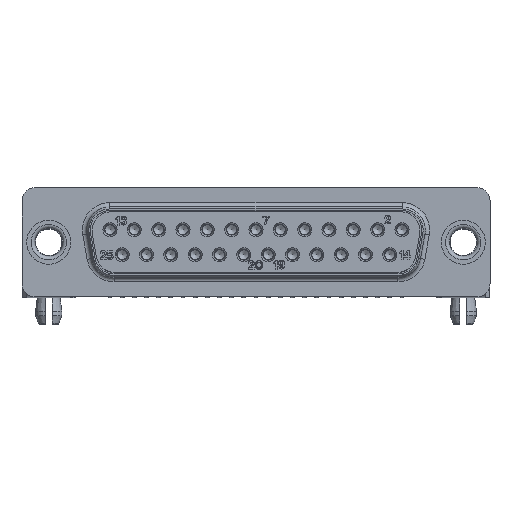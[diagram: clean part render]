
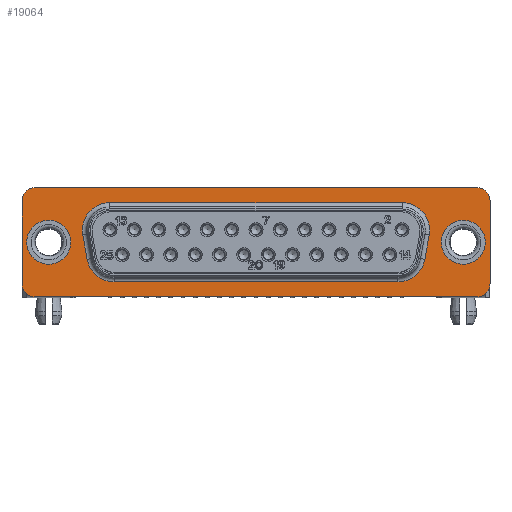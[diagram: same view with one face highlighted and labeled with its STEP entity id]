
A CAD part, top view. The second image highlights one B-rep face of the part: STEP entity #19064.
In plain terms, the highlighted face is planar.
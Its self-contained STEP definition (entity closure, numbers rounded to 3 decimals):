
#1496=CIRCLE('',#21981,2.5);
#1498=CIRCLE('',#21984,2.5);
#1508=CIRCLE('',#22004,1.5);
#1510=CIRCLE('',#22007,1.5);
#1512=CIRCLE('',#22011,1.5);
#1514=CIRCLE('',#22015,1.5);
#1516=CIRCLE('',#22018,3.1);
#1517=CIRCLE('',#22019,3.1);
#1518=CIRCLE('',#22020,3.1);
#1519=CIRCLE('',#22021,3.1);
#5295=ORIENTED_EDGE('',*,*,#8898,.F.);
#5296=ORIENTED_EDGE('',*,*,#8899,.F.);
#5297=ORIENTED_EDGE('',*,*,#8900,.F.);
#5298=ORIENTED_EDGE('',*,*,#8901,.F.);
#5299=ORIENTED_EDGE('',*,*,#8902,.F.);
#5300=ORIENTED_EDGE('',*,*,#8903,.F.);
#5301=ORIENTED_EDGE('',*,*,#8904,.F.);
#5302=ORIENTED_EDGE('',*,*,#8905,.F.);
#5303=ORIENTED_EDGE('',*,*,#8857,.T.);
#5304=ORIENTED_EDGE('',*,*,#8859,.T.);
#5305=ORIENTED_EDGE('',*,*,#8896,.F.);
#5306=ORIENTED_EDGE('',*,*,#8895,.F.);
#5307=ORIENTED_EDGE('',*,*,#8882,.F.);
#5308=ORIENTED_EDGE('',*,*,#8854,.F.);
#5309=ORIENTED_EDGE('',*,*,#8885,.F.);
#5310=ORIENTED_EDGE('',*,*,#8889,.F.);
#5311=ORIENTED_EDGE('',*,*,#8891,.F.);
#5312=ORIENTED_EDGE('',*,*,#8850,.F.);
#8850=EDGE_CURVE('',#10971,#10973,#12508,.T.);
#8854=EDGE_CURVE('',#10975,#10977,#12512,.T.);
#8857=EDGE_CURVE('',#10979,#10979,#1496,.T.);
#8859=EDGE_CURVE('',#10981,#10981,#1498,.T.);
#8882=EDGE_CURVE('',#10977,#11001,#1508,.T.);
#8885=EDGE_CURVE('',#11003,#10975,#1510,.T.);
#8889=EDGE_CURVE('',#11005,#11003,#12531,.T.);
#8891=EDGE_CURVE('',#10973,#11005,#1512,.T.);
#8895=EDGE_CURVE('',#11001,#11008,#12535,.T.);
#8896=EDGE_CURVE('',#11008,#10971,#1514,.T.);
#8898=EDGE_CURVE('',#11009,#11010,#12536,.T.);
#8899=EDGE_CURVE('',#11011,#11009,#1516,.T.);
#8900=EDGE_CURVE('',#11012,#11011,#12537,.T.);
#8901=EDGE_CURVE('',#11013,#11012,#1517,.T.);
#8902=EDGE_CURVE('',#11014,#11013,#12538,.T.);
#8903=EDGE_CURVE('',#11015,#11014,#1518,.T.);
#8904=EDGE_CURVE('',#11016,#11015,#12539,.T.);
#8905=EDGE_CURVE('',#11010,#11016,#1519,.T.);
#10971=VERTEX_POINT('',#35174);
#10973=VERTEX_POINT('',#35177);
#10975=VERTEX_POINT('',#35183);
#10977=VERTEX_POINT('',#35186);
#10979=VERTEX_POINT('',#35192);
#10981=VERTEX_POINT('',#35197);
#11001=VERTEX_POINT('',#35250);
#11003=VERTEX_POINT('',#35256);
#11005=VERTEX_POINT('',#35262);
#11008=VERTEX_POINT('',#35272);
#11009=VERTEX_POINT('',#35280);
#11010=VERTEX_POINT('',#35281);
#11011=VERTEX_POINT('',#35283);
#11012=VERTEX_POINT('',#35285);
#11013=VERTEX_POINT('',#35287);
#11014=VERTEX_POINT('',#35289);
#11015=VERTEX_POINT('',#35291);
#11016=VERTEX_POINT('',#35293);
#12508=LINE('',#35176,#13941);
#12512=LINE('',#35185,#13945);
#12531=LINE('',#35264,#13964);
#12535=LINE('',#35274,#13968);
#12536=LINE('',#35279,#13969);
#12537=LINE('',#35284,#13970);
#12538=LINE('',#35288,#13971);
#12539=LINE('',#35292,#13972);
#13941=VECTOR('',#25957,1000.);
#13945=VECTOR('',#25963,1000.);
#13964=VECTOR('',#26042,1000.);
#13968=VECTOR('',#26054,1000.);
#13969=VECTOR('',#26063,1000.);
#13970=VECTOR('',#26066,1000.);
#13971=VECTOR('',#26069,1000.);
#13972=VECTOR('',#26072,1000.);
#15564=EDGE_LOOP('',(#5295,#5296,#5297,#5298,#5299,#5300,#5301,#5302));
#15565=EDGE_LOOP('',(#5303));
#15566=EDGE_LOOP('',(#5304));
#15567=EDGE_LOOP('',(#5305,#5306,#5307,#5308,#5309,#5310,#5311,#5312));
#17063=FACE_BOUND('',#15564,.T.);
#17064=FACE_BOUND('',#15565,.T.);
#17065=FACE_BOUND('',#15566,.T.);
#17066=FACE_BOUND('',#15567,.T.);
#18033=PLANE('',#22017);
#19064=ADVANCED_FACE('',(#17063,#17064,#17065,#17066),#18033,.F.);
#21981=AXIS2_PLACEMENT_3D('',#35191,#25968,#25969);
#21984=AXIS2_PLACEMENT_3D('',#35196,#25974,#25975);
#22004=AXIS2_PLACEMENT_3D('',#35249,#26027,#26028);
#22007=AXIS2_PLACEMENT_3D('',#35255,#26034,#26035);
#22011=AXIS2_PLACEMENT_3D('',#35267,#26046,#26047);
#22015=AXIS2_PLACEMENT_3D('',#35276,#26057,#26058);
#22017=AXIS2_PLACEMENT_3D('',#35278,#26061,#26062);
#22018=AXIS2_PLACEMENT_3D('',#35282,#26064,#26065);
#22019=AXIS2_PLACEMENT_3D('',#35286,#26067,#26068);
#22020=AXIS2_PLACEMENT_3D('',#35290,#26070,#26071);
#22021=AXIS2_PLACEMENT_3D('',#35294,#26073,#26074);
#25957=DIRECTION('',(-1.,0.,0.));
#25963=DIRECTION('',(1.,0.,0.));
#25968=DIRECTION('',(0.,0.,1.));
#25969=DIRECTION('',(-1.,0.,0.));
#25974=DIRECTION('',(0.,0.,1.));
#25975=DIRECTION('',(-1.,0.,0.));
#26027=DIRECTION('',(0.,0.,1.));
#26028=DIRECTION('',(0.707,-0.707,0.));
#26034=DIRECTION('',(0.,0.,1.));
#26035=DIRECTION('',(-0.707,-0.707,0.));
#26042=DIRECTION('',(0.,-1.,0.));
#26046=DIRECTION('',(0.,0.,1.));
#26047=DIRECTION('',(-0.707,0.707,0.));
#26054=DIRECTION('',(0.,1.,0.));
#26057=DIRECTION('',(0.,0.,1.));
#26058=DIRECTION('',(0.707,0.707,0.));
#26061=DIRECTION('',(0.,0.,1.));
#26062=DIRECTION('',(1.,0.,0.));
#26063=DIRECTION('',(-1.,0.,0.));
#26064=DIRECTION('',(0.,0.,-1.));
#26065=DIRECTION('',(0.643,-0.766,0.));
#26066=DIRECTION('',(-0.174,-0.985,0.));
#26067=DIRECTION('',(0.,0.,-1.));
#26068=DIRECTION('',(0.766,0.643,0.));
#26069=DIRECTION('',(1.,0.,0.));
#26070=DIRECTION('',(0.,0.,-1.));
#26071=DIRECTION('',(-0.766,0.643,0.));
#26072=DIRECTION('',(-0.174,0.985,0.));
#26073=DIRECTION('',(0.,0.,-1.));
#26074=DIRECTION('',(-0.643,-0.766,0.));
#35174=CARTESIAN_POINT('',(25.05,6.2,-0.4));
#35176=CARTESIAN_POINT('',(26.55,6.2,-0.4));
#35177=CARTESIAN_POINT('',(-25.05,6.2,-0.4));
#35183=CARTESIAN_POINT('',(-25.05,-6.2,-0.4));
#35185=CARTESIAN_POINT('',(-26.55,-6.2,-0.4));
#35186=CARTESIAN_POINT('',(25.05,-6.2,-0.4));
#35191=CARTESIAN_POINT('',(-23.52,0.,-0.4));
#35192=CARTESIAN_POINT('',(-26.02,0.,-0.4));
#35196=CARTESIAN_POINT('',(23.52,0.,-0.4));
#35197=CARTESIAN_POINT('',(21.02,0.,-0.4));
#35249=CARTESIAN_POINT('',(25.05,-4.7,-0.4));
#35250=CARTESIAN_POINT('',(26.55,-4.7,-0.4));
#35255=CARTESIAN_POINT('',(-25.05,-4.7,-0.4));
#35256=CARTESIAN_POINT('',(-26.55,-4.7,-0.4));
#35262=CARTESIAN_POINT('',(-26.55,4.7,-0.4));
#35264=CARTESIAN_POINT('',(-26.55,6.2,-0.4));
#35267=CARTESIAN_POINT('',(-25.05,4.7,-0.4));
#35272=CARTESIAN_POINT('',(26.55,4.7,-0.4));
#35274=CARTESIAN_POINT('',(26.55,-6.2,-0.4));
#35276=CARTESIAN_POINT('',(25.05,4.7,-0.4));
#35278=CARTESIAN_POINT('',(13.223,0.017,-0.4));
#35279=CARTESIAN_POINT('',(6.612,-4.5,-0.4));
#35280=CARTESIAN_POINT('',(16.106,-4.5,-0.4));
#35281=CARTESIAN_POINT('',(-16.106,-4.5,-0.4));
#35282=CARTESIAN_POINT('',(16.106,-1.4,-0.4));
#35283=CARTESIAN_POINT('',(19.159,-1.938,-0.4));
#35284=CARTESIAN_POINT('',(19.237,-1.498,-0.4));
#35285=CARTESIAN_POINT('',(19.653,0.862,-0.4));
#35286=CARTESIAN_POINT('',(16.6,1.4,-0.4));
#35287=CARTESIAN_POINT('',(16.6,4.5,-0.4));
#35288=CARTESIAN_POINT('',(6.612,4.5,-0.4));
#35289=CARTESIAN_POINT('',(-16.6,4.5,-0.4));
#35290=CARTESIAN_POINT('',(-16.6,1.4,-0.4));
#35291=CARTESIAN_POINT('',(-19.653,0.862,-0.4));
#35292=CARTESIAN_POINT('',(-19.085,-2.359,-0.4));
#35293=CARTESIAN_POINT('',(-19.159,-1.938,-0.4));
#35294=CARTESIAN_POINT('',(-16.106,-1.4,-0.4));
